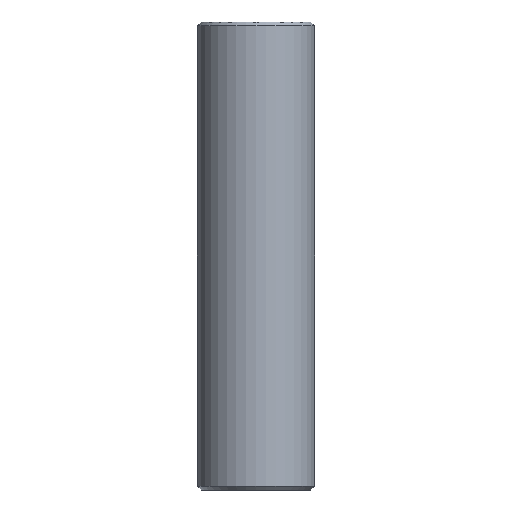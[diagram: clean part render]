
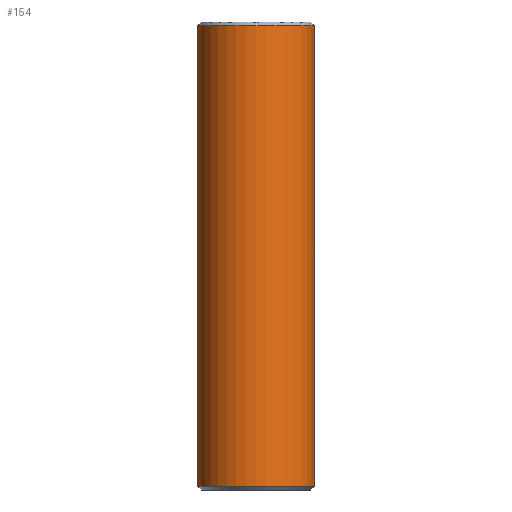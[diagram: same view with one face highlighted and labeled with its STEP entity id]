
A CAD part, front view. The second image highlights one B-rep face of the part: STEP entity #154.
In plain terms, the highlighted cylindrical face has radius 15 mm (diameter 30 mm), a full revolution.
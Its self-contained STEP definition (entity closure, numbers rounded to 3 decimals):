
#17=CYLINDRICAL_SURFACE('',#184,15.);
#30=FACE_OUTER_BOUND('',#42,.T.);
#42=EDGE_LOOP('',(#122,#123,#124,#125));
#54=LINE('',#272,#62);
#62=VECTOR('',#224,15.);
#71=CIRCLE('',#183,15.);
#72=CIRCLE('',#185,15.);
#82=VERTEX_POINT('',#266);
#83=VERTEX_POINT('',#270);
#95=EDGE_CURVE('',#82,#82,#71,.T.);
#97=EDGE_CURVE('',#83,#83,#72,.T.);
#98=EDGE_CURVE('',#83,#82,#54,.T.);
#122=ORIENTED_EDGE('',*,*,#97,.F.);
#123=ORIENTED_EDGE('',*,*,#98,.T.);
#124=ORIENTED_EDGE('',*,*,#95,.F.);
#125=ORIENTED_EDGE('',*,*,#98,.F.);
#154=ADVANCED_FACE('',(#30),#17,.T.);
#183=AXIS2_PLACEMENT_3D('',#267,#217,#218);
#184=AXIS2_PLACEMENT_3D('',#269,#220,#221);
#185=AXIS2_PLACEMENT_3D('',#271,#222,#223);
#217=DIRECTION('center_axis',(0.,0.,-1.));
#218=DIRECTION('ref_axis',(1.,0.,0.));
#220=DIRECTION('center_axis',(0.,0.,1.));
#221=DIRECTION('ref_axis',(1.,0.,0.));
#222=DIRECTION('center_axis',(0.,0.,1.));
#223=DIRECTION('ref_axis',(1.,0.,0.));
#224=DIRECTION('',(0.,0.,-1.));
#266=CARTESIAN_POINT('',(-15.,0.,1.));
#267=CARTESIAN_POINT('Origin',(0.,0.,1.));
#269=CARTESIAN_POINT('Origin',(0.,0.,0.));
#270=CARTESIAN_POINT('',(-15.,0.,119.));
#271=CARTESIAN_POINT('Origin',(0.,0.,119.));
#272=CARTESIAN_POINT('',(-15.,0.,0.));
